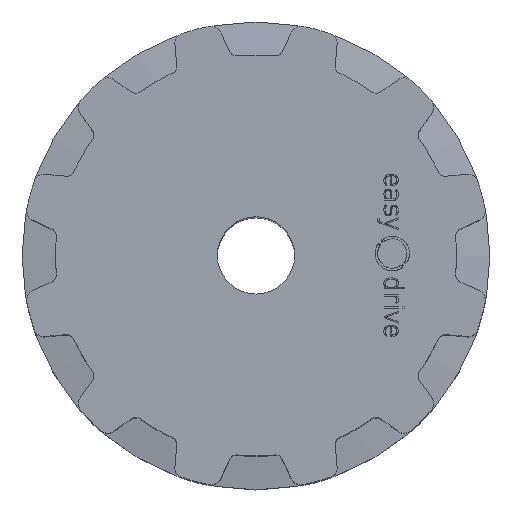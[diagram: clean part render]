
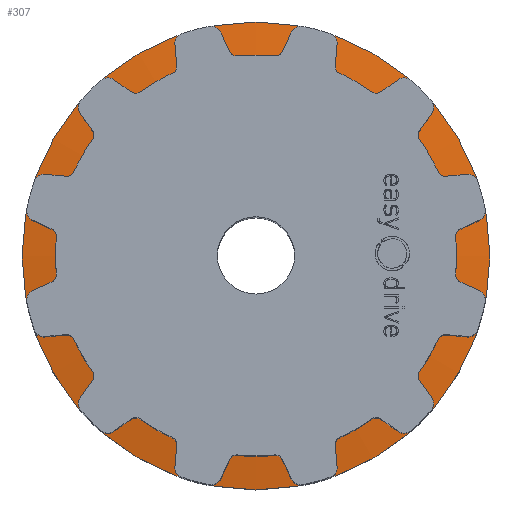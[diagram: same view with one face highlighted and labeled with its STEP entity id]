
A CAD part, top view. The second image highlights one B-rep face of the part: STEP entity #307.
In plain terms, the highlighted conical face has half-angle 82.405 degrees and reference radius 18.175 mm.
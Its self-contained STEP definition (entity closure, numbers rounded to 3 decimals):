
#40 = EDGE_CURVE('',#41,#41,#43,.T.);
#41 = VERTEX_POINT('',#42);
#42 = CARTESIAN_POINT('',(-15.175,0.,2.9));
#43 = SURFACE_CURVE('',#44,(#49,#65),.PCURVE_S1.);
#44 = CIRCLE('',#45,15.175);
#45 = AXIS2_PLACEMENT_3D('',#46,#47,#48);
#46 = CARTESIAN_POINT('',(0.,0.,2.9));
#47 = DIRECTION('',(0.,0.,1.));
#48 = DIRECTION('',(-1.,0.,0.));
#49 = PCURVE('',#50,#55);
#50 = PLANE('',#51);
#51 = AXIS2_PLACEMENT_3D('',#52,#53,#54);
#52 = CARTESIAN_POINT('',(0.,0.,2.9));
#53 = DIRECTION('',(0.,0.,-1.));
#54 = DIRECTION('',(1.,0.,0.));
#55 = DEFINITIONAL_REPRESENTATION('',(#56),#64);
#56 = ( BOUNDED_CURVE() B_SPLINE_CURVE(2,(#57,#58,#59,#60,#61,#62,#63),
.UNSPECIFIED.,.T.,.F.) B_SPLINE_CURVE_WITH_KNOTS((1,2,2,2,2,1),(
    -2.094,0.,2.094,4.189,6.283,
8.378),.UNSPECIFIED.) CURVE() GEOMETRIC_REPRESENTATION_ITEM() 
RATIONAL_B_SPLINE_CURVE((1.,0.5,1.,0.5,1.,0.5,1.)) REPRESENTATION_ITEM(
  '') );
#57 = CARTESIAN_POINT('',(-15.175,0.));
#58 = CARTESIAN_POINT('',(-15.175,26.284));
#59 = CARTESIAN_POINT('',(7.588,13.142));
#60 = CARTESIAN_POINT('',(30.35,0.));
#61 = CARTESIAN_POINT('',(7.588,-13.142));
#62 = CARTESIAN_POINT('',(-15.175,-26.284));
#63 = CARTESIAN_POINT('',(-15.175,0.));
#64 = ( GEOMETRIC_REPRESENTATION_CONTEXT(2) 
PARAMETRIC_REPRESENTATION_CONTEXT() REPRESENTATION_CONTEXT('2D SPACE',''
  ) );
#65 = PCURVE('',#66,#71);
#66 = CONICAL_SURFACE('',#67,18.175,1.438);
#67 = AXIS2_PLACEMENT_3D('',#68,#69,#70);
#68 = CARTESIAN_POINT('',(0.,0.,2.5));
#69 = DIRECTION('',(0.,0.,-1.));
#70 = DIRECTION('',(-1.,0.,0.));
#71 = DEFINITIONAL_REPRESENTATION('',(#72),#76);
#72 = LINE('',#73,#74);
#73 = CARTESIAN_POINT('',(-0.,-0.4));
#74 = VECTOR('',#75,1.);
#75 = DIRECTION('',(-1.,-0.));
#76 = ( GEOMETRIC_REPRESENTATION_CONTEXT(2) 
PARAMETRIC_REPRESENTATION_CONTEXT() REPRESENTATION_CONTEXT('2D SPACE',''
  ) );
#245 = CYLINDRICAL_SURFACE('',#246,18.175);
#246 = AXIS2_PLACEMENT_3D('',#247,#248,#249);
#247 = CARTESIAN_POINT('',(0.,0.,-2.5)
  );
#248 = DIRECTION('',(0.,0.,1.));
#249 = DIRECTION('',(-1.,0.,0.));
#263 = VERTEX_POINT('',#264);
#264 = CARTESIAN_POINT('',(-18.175,0.,2.5));
#285 = EDGE_CURVE('',#263,#263,#286,.T.);
#286 = SURFACE_CURVE('',#287,(#292,#299),.PCURVE_S1.);
#287 = CIRCLE('',#288,18.175);
#288 = AXIS2_PLACEMENT_3D('',#289,#290,#291);
#289 = CARTESIAN_POINT('',(0.,0.,2.5));
#290 = DIRECTION('',(0.,0.,1.));
#291 = DIRECTION('',(-1.,0.,0.));
#292 = PCURVE('',#245,#293);
#293 = DEFINITIONAL_REPRESENTATION('',(#294),#298);
#294 = LINE('',#295,#296);
#295 = CARTESIAN_POINT('',(0.,5.));
#296 = VECTOR('',#297,1.);
#297 = DIRECTION('',(1.,0.));
#298 = ( GEOMETRIC_REPRESENTATION_CONTEXT(2) 
PARAMETRIC_REPRESENTATION_CONTEXT() REPRESENTATION_CONTEXT('2D SPACE',''
  ) );
#299 = PCURVE('',#66,#300);
#300 = DEFINITIONAL_REPRESENTATION('',(#301),#305);
#301 = LINE('',#302,#303);
#302 = CARTESIAN_POINT('',(-0.,-0.));
#303 = VECTOR('',#304,1.);
#304 = DIRECTION('',(-1.,-0.));
#305 = ( GEOMETRIC_REPRESENTATION_CONTEXT(2) 
PARAMETRIC_REPRESENTATION_CONTEXT() REPRESENTATION_CONTEXT('2D SPACE',''
  ) );
#307 = ADVANCED_FACE('',(#308),#66,.T.);
#308 = FACE_BOUND('',#309,.T.);
#309 = EDGE_LOOP('',(#310,#311,#332,#333));
#310 = ORIENTED_EDGE('',*,*,#285,.T.);
#311 = ORIENTED_EDGE('',*,*,#312,.T.);
#312 = EDGE_CURVE('',#263,#41,#313,.T.);
#313 = SEAM_CURVE('',#314,(#318,#325),.PCURVE_S1.);
#314 = LINE('',#315,#316);
#315 = CARTESIAN_POINT('',(-18.175,0.,2.5));
#316 = VECTOR('',#317,1.);
#317 = DIRECTION('',(0.991,0.,0.132)
  );
#318 = PCURVE('',#66,#319);
#319 = DEFINITIONAL_REPRESENTATION('',(#320),#324);
#320 = LINE('',#321,#322);
#321 = CARTESIAN_POINT('',(-0.,-0.));
#322 = VECTOR('',#323,1.);
#323 = DIRECTION('',(-0.,-1.));
#324 = ( GEOMETRIC_REPRESENTATION_CONTEXT(2) 
PARAMETRIC_REPRESENTATION_CONTEXT() REPRESENTATION_CONTEXT('2D SPACE',''
  ) );
#325 = PCURVE('',#66,#326);
#326 = DEFINITIONAL_REPRESENTATION('',(#327),#331);
#327 = LINE('',#328,#329);
#328 = CARTESIAN_POINT('',(-6.283,-0.));
#329 = VECTOR('',#330,1.);
#330 = DIRECTION('',(-0.,-1.));
#331 = ( GEOMETRIC_REPRESENTATION_CONTEXT(2) 
PARAMETRIC_REPRESENTATION_CONTEXT() REPRESENTATION_CONTEXT('2D SPACE',''
  ) );
#332 = ORIENTED_EDGE('',*,*,#40,.F.);
#333 = ORIENTED_EDGE('',*,*,#312,.F.);
